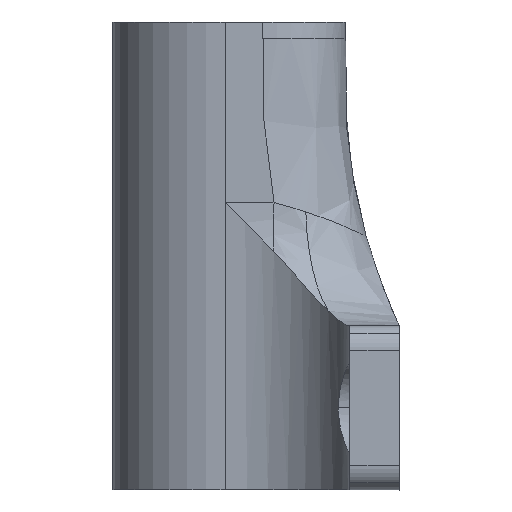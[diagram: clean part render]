
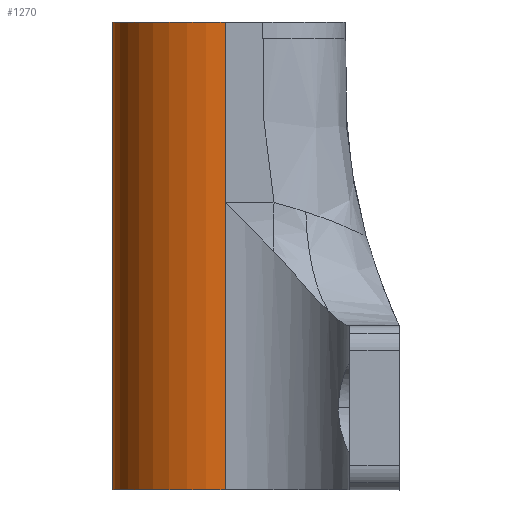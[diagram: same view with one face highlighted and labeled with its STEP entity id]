
A CAD part, front view. The second image highlights one B-rep face of the part: STEP entity #1270.
In plain terms, the highlighted cylindrical face has radius 13.675 mm (diameter 27.35 mm), a partial arc.
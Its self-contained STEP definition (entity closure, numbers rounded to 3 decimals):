
#1 = ORIENTED_EDGE ( 'NONE', *, *, #471, .T. ) ;
#44 = ORIENTED_EDGE ( 'NONE', *, *, #2087, .F. ) ;
#88 = DIRECTION ( 'NONE',  ( 0., 0., -1. ) ) ;
#113 = EDGE_CURVE ( 'NONE', #1200, #1504, #800, .T. ) ;
#212 = DIRECTION ( 'NONE',  ( 0., 0., 1. ) ) ;
#471 = EDGE_CURVE ( 'NONE', #1504, #734, #737, .T. ) ;
#484 = VECTOR ( 'NONE', #2210, 1000. ) ;
#520 = VERTEX_POINT ( 'NONE', #1264 ) ;
#538 = DIRECTION ( 'NONE',  ( 0., 0., 1. ) ) ;
#614 = ORIENTED_EDGE ( 'NONE', *, *, #749, .T. ) ;
#688 = CARTESIAN_POINT ( 'NONE',  ( 184.462, -75., -73.912 ) ) ;
#712 = CARTESIAN_POINT ( 'NONE',  ( 198.137, -75., -73.912 ) ) ;
#719 = DIRECTION ( 'NONE',  ( 0., 0., 1. ) ) ;
#734 = VERTEX_POINT ( 'NONE', #1304 ) ;
#737 = CIRCLE ( 'NONE', #2060, 13.675 ) ;
#749 = EDGE_CURVE ( 'NONE', #734, #520, #1138, .T. ) ;
#800 = LINE ( 'NONE', #2023, #986 ) ;
#817 = ORIENTED_EDGE ( 'NONE', *, *, #2102, .T. ) ;
#859 = DIRECTION ( 'NONE',  ( 1., 0., 0. ) ) ;
#903 = DIRECTION ( 'NONE',  ( 1., 0., 0. ) ) ;
#928 = AXIS2_PLACEMENT_3D ( 'NONE', #1374, #719, #859 ) ;
#986 = VECTOR ( 'NONE', #1842, 1000. ) ;
#987 = EDGE_LOOP ( 'NONE', ( #44, #2158, #1, #614, #817 ) ) ;
#1056 = CARTESIAN_POINT ( 'NONE',  ( 198.137, -88.675, -16.912 ) ) ;
#1138 = LINE ( 'NONE', #2004, #484 ) ;
#1200 = VERTEX_POINT ( 'NONE', #1637 ) ;
#1224 = CYLINDRICAL_SURFACE ( 'NONE', #1674, 13.675 ) ;
#1264 = CARTESIAN_POINT ( 'NONE',  ( 198.137, -88.675, -38.912 ) ) ;
#1270 = ADVANCED_FACE ( 'NONE', ( #1959 ), #1224, .T. ) ;
#1304 = CARTESIAN_POINT ( 'NONE',  ( 198.137, -88.675, -73.912 ) ) ;
#1374 = CARTESIAN_POINT ( 'NONE',  ( 198.137, -75., -16.912 ) ) ;
#1386 = LINE ( 'NONE', #2080, #1499 ) ;
#1450 = CARTESIAN_POINT ( 'NONE',  ( 198.137, -75., -73.912 ) ) ;
#1483 = DIRECTION ( 'NONE',  ( -1., 0., 0. ) ) ;
#1499 = VECTOR ( 'NONE', #538, 1000. ) ;
#1504 = VERTEX_POINT ( 'NONE', #688 ) ;
#1637 = CARTESIAN_POINT ( 'NONE',  ( 184.462, -75., -16.912 ) ) ;
#1674 = AXIS2_PLACEMENT_3D ( 'NONE', #1450, #88, #1483 ) ;
#1842 = DIRECTION ( 'NONE',  ( 0., 0., -1. ) ) ;
#1890 = CIRCLE ( 'NONE', #928, 13.675 ) ;
#1959 = FACE_OUTER_BOUND ( 'NONE', #987, .T. ) ;
#2004 = CARTESIAN_POINT ( 'NONE',  ( 198.137, -88.675, -73.912 ) ) ;
#2023 = CARTESIAN_POINT ( 'NONE',  ( 184.462, -75., -73.912 ) ) ;
#2060 = AXIS2_PLACEMENT_3D ( 'NONE', #712, #212, #903 ) ;
#2080 = CARTESIAN_POINT ( 'NONE',  ( 198.137, -88.675, -73.912 ) ) ;
#2087 = EDGE_CURVE ( 'NONE', #1200, #2204, #1890, .T. ) ;
#2102 = EDGE_CURVE ( 'NONE', #520, #2204, #1386, .T. ) ;
#2158 = ORIENTED_EDGE ( 'NONE', *, *, #113, .T. ) ;
#2204 = VERTEX_POINT ( 'NONE', #1056 ) ;
#2210 = DIRECTION ( 'NONE',  ( 0., 0., 1. ) ) ;
